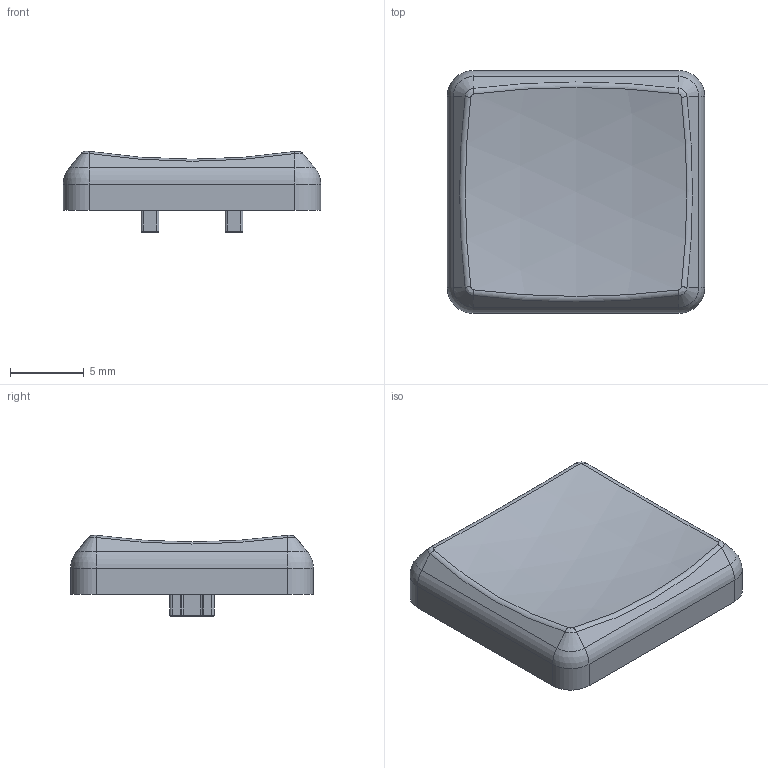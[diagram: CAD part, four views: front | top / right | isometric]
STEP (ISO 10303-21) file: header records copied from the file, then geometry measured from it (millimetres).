
FILE_DESCRIPTION(/* description */ (''),/* implementation_level */ '2;1');
FILE_NAME(/* name */ 'MBK-Keycap-Black.step',/* time_stamp */ '2022-03-21T21:42:03+11:00',/* author */ (''),/* organization */ (''),/* preprocessor_version */ 'ST-DEVELOPER v18.1',/* originating_system */ 'Autodesk Translation Framework v10.13.0.1454',/* authorisation */ '');
FILE_SCHEMA (('AUTOMOTIVE_DESIGN { 1 0 10303 214 3 1 1 }'));
Length unit declared in the file: metre
Products named in the file (2): Kailh-PG1350-MBK; (Unsaved) (1)
Assembly tree (1 placements, depth 2):
  Kailh-PG1350-MBK
    (Unsaved) (1)
Bounding box: 17.45 x 16.45 x 5.51 mm (x, y, z)
Volume: 626.5 mm3; surface area: 865.7 mm2
Topology: 1 solids, 1 shells, 208 faces, 504 edges, 292 vertices
Faces by surface type: cylinder 76, plane 63, torus 28, bspline 24, sphere 13, cone 4
Full cylindrical faces by diameter (mm): 2.762 x1, 2.826 x1, 2.893 x1, 3.007 x1
Entity records: 6860 total; most frequent: CARTESIAN_POINT 2092, DIRECTION 992, ORIENTED_EDGE 984, EDGE_CURVE 492, AXIS2_PLACEMENT_3D 380, VERTEX_POINT 292, LINE 232, VECTOR 232
